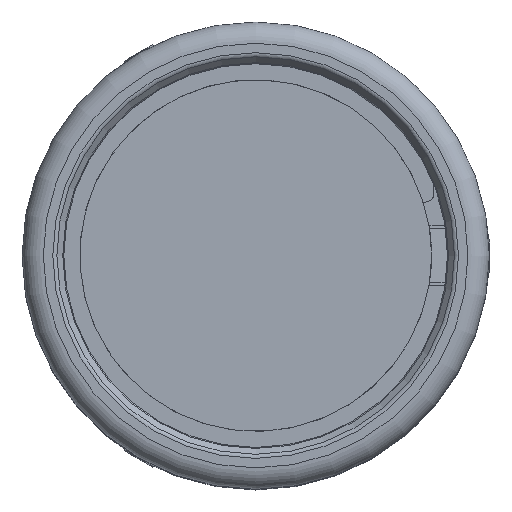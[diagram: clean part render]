
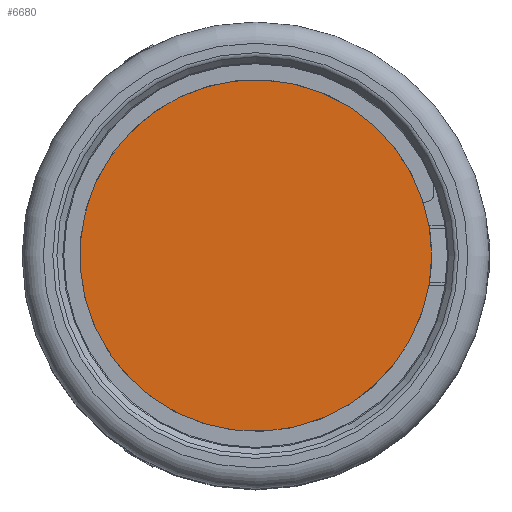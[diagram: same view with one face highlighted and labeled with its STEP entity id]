
A CAD part, top view. The second image highlights one B-rep face of the part: STEP entity #6680.
In plain terms, the highlighted planar face has unit normal (0, 0, 1).
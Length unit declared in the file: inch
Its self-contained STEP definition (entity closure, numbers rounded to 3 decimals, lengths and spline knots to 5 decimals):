
#283=PLANE('',#7324);
#785=FACE_OUTER_BOUND('',#1202,.T.);
#1202=EDGE_LOOP('',(#5817,#5818,#5819,#5820,#5821));
#1236=CIRCLE('',#6751,1.0355);
#1301=CIRCLE('',#6923,0.0345);
#1479=CIRCLE('',#7323,1.09375);
#1906=LINE('',#14388,#2294);
#1917=LINE('',#14446,#2305);
#2294=VECTOR('',#7924,0.3937);
#2305=VECTOR('',#7983,0.3937);
#2505=VERTEX_POINT('',#10682);
#2506=VERTEX_POINT('',#10684);
#2726=VERTEX_POINT('',#14387);
#2741=VERTEX_POINT('',#14437);
#2743=VERTEX_POINT('',#14444);
#3128=EDGE_CURVE('',#2506,#2505,#1236,.T.);
#3466=EDGE_CURVE('',#2506,#2726,#1906,.T.);
#3494=EDGE_CURVE('',#2505,#2743,#1917,.T.);
#3495=EDGE_CURVE('',#2743,#2741,#1301,.T.);
#3984=EDGE_CURVE('',#2726,#2741,#1479,.T.);
#5817=ORIENTED_EDGE('',*,*,#3495,.T.);
#5818=ORIENTED_EDGE('',*,*,#3984,.F.);
#5819=ORIENTED_EDGE('',*,*,#3466,.F.);
#5820=ORIENTED_EDGE('',*,*,#3128,.T.);
#5821=ORIENTED_EDGE('',*,*,#3494,.T.);
#6680=ADVANCED_FACE('',(#785),#283,.T.);
#6751=AXIS2_PLACEMENT_3D('',#10685,#7429,#7430);
#6923=AXIS2_PLACEMENT_3D('',#14448,#7986,#7987);
#7323=AXIS2_PLACEMENT_3D('',#16924,#8936,#8937);
#7324=AXIS2_PLACEMENT_3D('',#16925,#8938,#8939);
#7429=DIRECTION('center_axis',(0.,0.,
1.));
#7430=DIRECTION('ref_axis',(-1.,0.,0.));
#7924=DIRECTION('',(1.,0.,0.));
#7983=DIRECTION('',(0.954,-0.301,0.));
#7986=DIRECTION('center_axis',(0.,0.,
-1.));
#7987=DIRECTION('ref_axis',(-1.,0.,0.));
#8936=DIRECTION('center_axis',(0.,0.,
-1.));
#8937=DIRECTION('ref_axis',(0.937,0.349,0.));
#8938=DIRECTION('center_axis',(0.,0.,
1.));
#8939=DIRECTION('ref_axis',(-0.937,-0.349,0.));
#10682=CARTESIAN_POINT('',(0.99793,0.17608,0.63496));
#10684=CARTESIAN_POINT('',(1.03082,0.66327,0.63496));
#10685=CARTESIAN_POINT('Origin',(0.01036,0.48746,0.63496));
#14387=CARTESIAN_POINT('',(1.08988,0.66327,0.63496));
#14388=CARTESIAN_POINT('',(-1.16318,0.66327,0.63496));
#14437=CARTESIAN_POINT('',(1.0513,0.1517,0.63496));
#14444=CARTESIAN_POINT('',(1.03334,0.16492,0.63496));
#14446=CARTESIAN_POINT('',(0.53705,0.3214,0.63496));
#14448=CARTESIAN_POINT('Origin',(1.02296,0.13201,0.63496));
#16924=CARTESIAN_POINT('Origin',(0.01036,0.48746,0.63496));
#16925=CARTESIAN_POINT('Origin',(0.01036,0.48746,0.63496));
